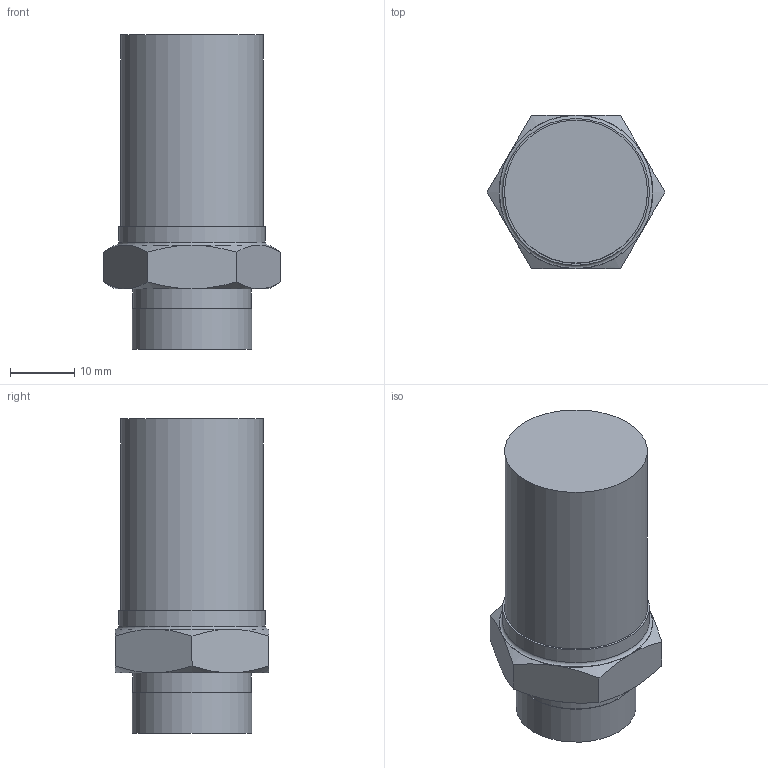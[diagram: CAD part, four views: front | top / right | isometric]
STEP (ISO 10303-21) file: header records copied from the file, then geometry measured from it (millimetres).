
FILE_DESCRIPTION(( 'MV.11BX00.12.STP' ), '1');
FILE_NAME( 'MV.11BX00.12.STP', '2018-10-03T13:58:53',( 'Sopra'),('sopra-pneumatic.com'), 'SwSTEP 2.0','SolidWorks 2009','' );
FILE_SCHEMA (('AUTOMOTIVE_DESIGN { 1 0 10303 214 1 1 1 1 }'));
Length unit declared in the file: millimetre
Products named in the file (2): Root; 002_000X
Assembly tree (1 placements, depth 2):
  Root
    002_000X
Bounding box: 27.71 x 24 x 49 mm (x, y, z)
Volume: 9990 mm3; surface area: 6616.1 mm2
Topology: 1 solids, 1 shells, 32 faces, 63 edges, 38 vertices
Faces by surface type: plane 13, cone 13, cylinder 5, torus 1
Full cylindrical faces by diameter (mm): 15.5 x1, 18.5 x1, 18.631 x1, 22.3 x1, 22.9 x1
Entity records: 1362 total; most frequent: DIRECTION 170, CARTESIAN_POINT 124, PRESENTATION_STYLE_ASSIGNMENT 109, COLOUR_RGB 109, DRAUGHTING_PRE_DEFINED_CURVE_FONT 108, CURVE_STYLE 108, OVER_RIDING_STYLED_ITEM 108, ORIENTED_EDGE 108
